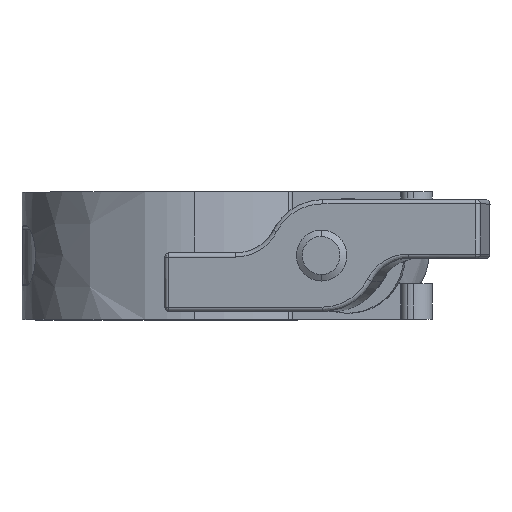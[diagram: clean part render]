
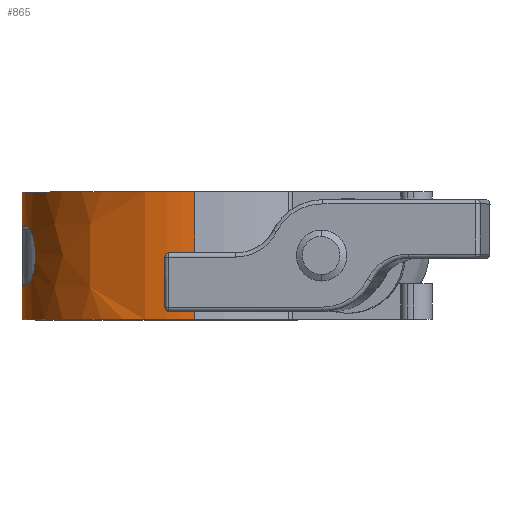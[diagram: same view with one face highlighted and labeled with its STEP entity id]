
A CAD part, top view. The second image highlights one B-rep face of the part: STEP entity #865.
In plain terms, the highlighted free-form (B-spline) face has degree [2, 1] with [9, 2] control points.
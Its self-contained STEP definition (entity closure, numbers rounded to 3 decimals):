
#865=ADVANCED_FACE('',(#1659),#11770,.T.);
#1659=FACE_OUTER_BOUND('',#2477,.T.);
#2477=EDGE_LOOP('',(#5507,#5508,#5509,#5510,#5511,#5512,#5513,#5514));
#5507=ORIENTED_EDGE('',*,*,#7766,.F.);
#5508=ORIENTED_EDGE('',*,*,#7948,.T.);
#5509=ORIENTED_EDGE('',*,*,#8005,.T.);
#5510=ORIENTED_EDGE('',*,*,#8011,.T.);
#5511=ORIENTED_EDGE('',*,*,#8017,.T.);
#5512=ORIENTED_EDGE('',*,*,#8010,.T.);
#5513=ORIENTED_EDGE('',*,*,#7996,.T.);
#5514=ORIENTED_EDGE('',*,*,#7767,.T.);
#7766=EDGE_CURVE('',#10811,#10812,#9893,.T.);
#7767=EDGE_CURVE('',#10894,#10812,#8939,.T.);
#7948=EDGE_CURVE('',#10811,#10889,#9097,.T.);
#7996=EDGE_CURVE('',#10893,#10894,#9931,.T.);
#8005=EDGE_CURVE('',#10889,#10890,#9933,.T.);
#8010=EDGE_CURVE('',#10892,#10893,#9142,.T.);
#8011=EDGE_CURVE('',#10890,#10891,#9143,.T.);
#8017=EDGE_CURVE('',#10891,#10892,#9935,.T.);
#8939=B_SPLINE_CURVE_WITH_KNOTS('',1,(#32318,#32319),.UNSPECIFIED.,.F.,
 .F.,(2,2),(-0.03,0.),.UNSPECIFIED.);
#9097=B_SPLINE_CURVE_WITH_KNOTS('',1,(#33312,#33313),.UNSPECIFIED.,.F.,
 .F.,(2,2),(-0.005,0.003),.UNSPECIFIED.);
#9142=B_SPLINE_CURVE_WITH_KNOTS('',1,(#33731,#33732),.UNSPECIFIED.,.F.,
 .F.,(2,2),(0.007,0.015),.UNSPECIFIED.);
#9143=B_SPLINE_CURVE_WITH_KNOTS('',3,(#33733,#33734,#33735,#33736,#33737,
#33738,#33739,#33740,#33741,#33742,#33743,#33744,#33745,#33746,#33747,#33748,
#33749,#33750,#33751,#33752,#33753,#33754,#33755,#33756,#33757,#33758,#33759,
#33760,#33761,#33762,#33763,#33764,#33765,#33766,#33767,#33768,#33769,#33770),
 .UNSPECIFIED.,.F.,.F.,(4,2,2,2,2,2,2,2,2,2,2,2,2,2,2,2,2,2,4),(0.,0.001,
0.003,0.004,0.006,0.007,
0.009,0.009,0.01,0.011,
0.013,0.013,0.014,0.016,
0.017,0.018,0.02,0.021,
0.023),.UNSPECIFIED.);
#9893=(
BOUNDED_CURVE()
B_SPLINE_CURVE(2,(#32315,#32316,#32317),.UNSPECIFIED.,.F.,.F.)
B_SPLINE_CURVE_WITH_KNOTS((3,3),(-62.529,0.),.UNSPECIFIED.)
CURVE()
GEOMETRIC_REPRESENTATION_ITEM()
RATIONAL_B_SPLINE_CURVE((1.,0.719,1.))
REPRESENTATION_ITEM('')
);
#9931=(
BOUNDED_CURVE()
B_SPLINE_CURVE(2,(#33630,#33631,#33632),.UNSPECIFIED.,.F.,.F.)
B_SPLINE_CURVE_WITH_KNOTS((3,3),(-62.529,0.),.UNSPECIFIED.)
CURVE()
GEOMETRIC_REPRESENTATION_ITEM()
RATIONAL_B_SPLINE_CURVE((1.,0.719,1.))
REPRESENTATION_ITEM('')
);
#9933=(
BOUNDED_CURVE()
B_SPLINE_CURVE(2,(#33681,#33682,#33683),.UNSPECIFIED.,.F.,.F.)
B_SPLINE_CURVE_WITH_KNOTS((3,3),(-7.446,0.),.UNSPECIFIED.)
CURVE()
GEOMETRIC_REPRESENTATION_ITEM()
RATIONAL_B_SPLINE_CURVE((1.,0.996,1.))
REPRESENTATION_ITEM('')
);
#9935=(
BOUNDED_CURVE()
B_SPLINE_CURVE(2,(#33826,#33827,#33828),.UNSPECIFIED.,.F.,.F.)
B_SPLINE_CURVE_WITH_KNOTS((3,3),(-7.446,0.),.UNSPECIFIED.)
CURVE()
GEOMETRIC_REPRESENTATION_ITEM()
RATIONAL_B_SPLINE_CURVE((1.,0.996,1.))
REPRESENTATION_ITEM('')
);
#10811=VERTEX_POINT('',#31608);
#10812=VERTEX_POINT('',#31609);
#10889=VERTEX_POINT('',#31686);
#10890=VERTEX_POINT('',#31687);
#10891=VERTEX_POINT('',#31688);
#10892=VERTEX_POINT('',#31689);
#10893=VERTEX_POINT('',#31690);
#10894=VERTEX_POINT('',#31691);
#11770=(
BOUNDED_SURFACE()
B_SPLINE_SURFACE(2,1,((#28598,#28599),(#28600,#28601),(#28602,#28603),(#28604,
#28605),(#28606,#28607),(#28608,#28609),(#28610,#28611),(#28612,#28613),
(#28614,#28615)),.UNSPECIFIED.,.T.,.F.,.F.)
B_SPLINE_SURFACE_WITH_KNOTS((3,2,2,2,3),(2,2),(0.,63.857,127.713,
191.57,255.427),(0.,30.02),.UNSPECIFIED.)
GEOMETRIC_REPRESENTATION_ITEM()
RATIONAL_B_SPLINE_SURFACE(((1.,1.),(0.707,0.707),
(1.,1.),(0.707,0.707),(1.,1.),(0.707,
0.707),(1.,1.),(0.707,0.707),(1.,1.)))
REPRESENTATION_ITEM('')
SURFACE()
);
#28598=CARTESIAN_POINT('',(-29.366,-116.391,2.707));
#28599=CARTESIAN_POINT('',(-29.366,-86.371,2.707));
#28600=CARTESIAN_POINT('',(-70.018,-116.391,2.707));
#28601=CARTESIAN_POINT('',(-70.018,-86.371,2.707));
#28602=CARTESIAN_POINT('',(-70.018,-116.391,43.359));
#28603=CARTESIAN_POINT('',(-70.018,-86.371,43.359));
#28604=CARTESIAN_POINT('',(-70.018,-116.391,84.012));
#28605=CARTESIAN_POINT('',(-70.018,-86.371,84.012));
#28606=CARTESIAN_POINT('',(-29.366,-116.391,84.012));
#28607=CARTESIAN_POINT('',(-29.366,-86.371,84.012));
#28608=CARTESIAN_POINT('',(11.286,-116.391,84.012));
#28609=CARTESIAN_POINT('',(11.286,-86.371,84.012));
#28610=CARTESIAN_POINT('',(11.286,-116.391,43.359));
#28611=CARTESIAN_POINT('',(11.286,-86.371,43.359));
#28612=CARTESIAN_POINT('',(11.286,-116.391,2.707));
#28613=CARTESIAN_POINT('',(11.286,-86.371,2.707));
#28614=CARTESIAN_POINT('',(-29.366,-116.391,2.707));
#28615=CARTESIAN_POINT('',(-29.366,-86.371,2.707));
#31608=CARTESIAN_POINT('',(-69.997,-86.381,44.687));
#31609=CARTESIAN_POINT('',(-29.366,-86.381,84.012));
#31686=CARTESIAN_POINT('',(-69.997,-94.281,44.687));
#31687=CARTESIAN_POINT('',(-69.075,-94.281,52.065));
#31688=CARTESIAN_POINT('',(-69.075,-108.481,52.065));
#31689=CARTESIAN_POINT('',(-69.997,-108.481,44.687));
#31690=CARTESIAN_POINT('',(-69.997,-116.381,44.687));
#31691=CARTESIAN_POINT('',(-29.366,-116.381,84.012));
#32315=CARTESIAN_POINT('',(-69.997,-86.381,44.687));
#32316=CARTESIAN_POINT('',(-68.712,-86.381,84.012));
#32317=CARTESIAN_POINT('',(-29.366,-86.381,84.012));
#32318=CARTESIAN_POINT('',(-29.366,-116.381,84.012));
#32319=CARTESIAN_POINT('',(-29.366,-86.381,84.012));
#33312=CARTESIAN_POINT('',(-69.997,-86.381,44.687));
#33313=CARTESIAN_POINT('',(-69.997,-94.281,44.687));
#33630=CARTESIAN_POINT('',(-69.997,-116.381,44.687));
#33631=CARTESIAN_POINT('',(-68.712,-116.381,84.012));
#33632=CARTESIAN_POINT('',(-29.366,-116.381,84.012));
#33681=CARTESIAN_POINT('',(-69.997,-94.281,44.687));
#33682=CARTESIAN_POINT('',(-69.875,-94.281,48.418));
#33683=CARTESIAN_POINT('',(-69.075,-94.281,52.065));
#33731=CARTESIAN_POINT('',(-69.997,-108.481,44.687));
#33732=CARTESIAN_POINT('',(-69.997,-116.381,44.687));
#33733=CARTESIAN_POINT('',(-69.075,-94.281,52.065));
#33734=CARTESIAN_POINT('',(-68.976,-94.281,52.516));
#33735=CARTESIAN_POINT('',(-68.876,-94.324,52.94));
#33736=CARTESIAN_POINT('',(-68.671,-94.471,53.747));
#33737=CARTESIAN_POINT('',(-68.568,-94.577,54.13));
#33738=CARTESIAN_POINT('',(-68.36,-94.843,54.859));
#33739=CARTESIAN_POINT('',(-68.255,-95.003,55.207));
#33740=CARTESIAN_POINT('',(-68.047,-95.376,55.872));
#33741=CARTESIAN_POINT('',(-67.942,-95.589,56.189));
#33742=CARTESIAN_POINT('',(-67.734,-96.074,56.797));
#33743=CARTESIAN_POINT('',(-67.631,-96.347,57.089));
#33744=CARTESIAN_POINT('',(-67.428,-96.968,57.642));
#33745=CARTESIAN_POINT('',(-67.327,-97.317,57.906));
#33746=CARTESIAN_POINT('',(-67.183,-97.932,58.276));
#33747=CARTESIAN_POINT('',(-67.136,-98.153,58.394));
#33748=CARTESIAN_POINT('',(-67.046,-98.638,58.619));
#33749=CARTESIAN_POINT('',(-67.003,-98.901,58.725));
#33750=CARTESIAN_POINT('',(-66.885,-99.787,59.012));
#33751=CARTESIAN_POINT('',(-66.82,-100.525,59.165));
#33752=CARTESIAN_POINT('',(-66.82,-102.238,59.165));
#33753=CARTESIAN_POINT('',(-66.885,-102.975,59.012));
#33754=CARTESIAN_POINT('',(-67.003,-103.861,58.725));
#33755=CARTESIAN_POINT('',(-67.046,-104.125,58.619));
#33756=CARTESIAN_POINT('',(-67.136,-104.609,58.395));
#33757=CARTESIAN_POINT('',(-67.183,-104.83,58.276));
#33758=CARTESIAN_POINT('',(-67.327,-105.446,57.906));
#33759=CARTESIAN_POINT('',(-67.428,-105.795,57.642));
#33760=CARTESIAN_POINT('',(-67.631,-106.416,57.089));
#33761=CARTESIAN_POINT('',(-67.734,-106.689,56.798));
#33762=CARTESIAN_POINT('',(-67.942,-107.174,56.189));
#33763=CARTESIAN_POINT('',(-68.047,-107.387,55.872));
#33764=CARTESIAN_POINT('',(-68.255,-107.76,55.207));
#33765=CARTESIAN_POINT('',(-68.36,-107.92,54.859));
#33766=CARTESIAN_POINT('',(-68.568,-108.186,54.13));
#33767=CARTESIAN_POINT('',(-68.671,-108.291,53.747));
#33768=CARTESIAN_POINT('',(-68.876,-108.439,52.94));
#33769=CARTESIAN_POINT('',(-68.976,-108.481,52.516));
#33770=CARTESIAN_POINT('',(-69.075,-108.481,52.065));
#33826=CARTESIAN_POINT('',(-69.075,-108.481,52.065));
#33827=CARTESIAN_POINT('',(-69.875,-108.481,48.418));
#33828=CARTESIAN_POINT('',(-69.997,-108.481,44.687));
